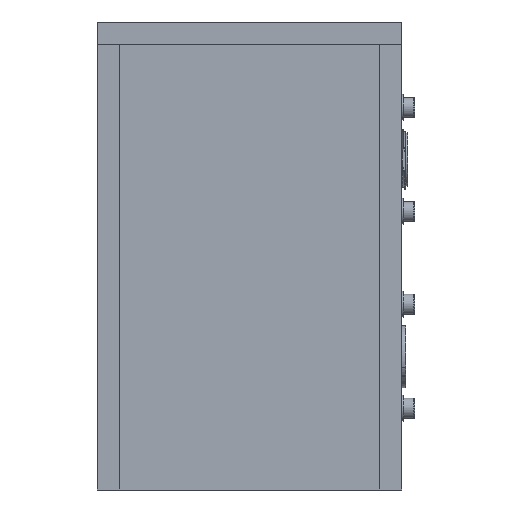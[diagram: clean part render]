
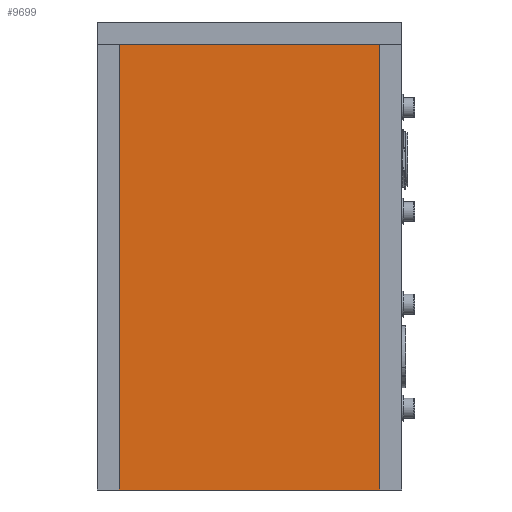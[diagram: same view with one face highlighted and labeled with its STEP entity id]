
A CAD part, left-side view. The second image highlights one B-rep face of the part: STEP entity #9699.
In plain terms, the highlighted planar face has unit normal (-1, 0, 0).
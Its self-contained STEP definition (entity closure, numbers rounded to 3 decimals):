
#1456=FACE_OUTER_BOUND('',#2017,.T.);
#2017=EDGE_LOOP('',(#6476,#6477,#6478,#6479));
#2685=LINE('',#14116,#3346);
#2689=LINE('',#14124,#3350);
#2692=LINE('',#14130,#3353);
#2695=LINE('',#14135,#3356);
#3346=VECTOR('',#11428,10.);
#3350=VECTOR('',#11434,10.);
#3353=VECTOR('',#11439,10.);
#3356=VECTOR('',#11444,10.);
#4007=VERTEX_POINT('',#14114);
#4008=VERTEX_POINT('',#14115);
#4011=VERTEX_POINT('',#14123);
#4013=VERTEX_POINT('',#14129);
#4980=EDGE_CURVE('',#4007,#4008,#2685,.T.);
#4984=EDGE_CURVE('',#4011,#4007,#2689,.T.);
#4987=EDGE_CURVE('',#4013,#4011,#2692,.T.);
#4990=EDGE_CURVE('',#4008,#4013,#2695,.T.);
#6476=ORIENTED_EDGE('',*,*,#4990,.F.);
#6477=ORIENTED_EDGE('',*,*,#4980,.F.);
#6478=ORIENTED_EDGE('',*,*,#4984,.F.);
#6479=ORIENTED_EDGE('',*,*,#4987,.F.);
#9413=PLANE('',#10415);
#9699=ADVANCED_FACE('',(#1456),#9413,.F.);
#10415=AXIS2_PLACEMENT_3D('',#14138,#11448,#11449);
#11428=DIRECTION('',(0.,1.,0.));
#11434=DIRECTION('',(0.,0.,-1.));
#11439=DIRECTION('',(0.,-1.,0.));
#11444=DIRECTION('',(0.,0.,1.));
#11448=DIRECTION('center_axis',(1.,0.,0.));
#11449=DIRECTION('ref_axis',(0.,1.,0.));
#14114=CARTESIAN_POINT('',(0.,-35.,-60.));
#14115=CARTESIAN_POINT('',(0.,35.,-60.));
#14116=CARTESIAN_POINT('',(0.,-35.,-60.));
#14123=CARTESIAN_POINT('',(0.,-35.,60.));
#14124=CARTESIAN_POINT('',(0.,-35.,60.));
#14129=CARTESIAN_POINT('',(0.,35.,60.));
#14130=CARTESIAN_POINT('',(0.,35.,60.));
#14135=CARTESIAN_POINT('',(0.,35.,-60.));
#14138=CARTESIAN_POINT('Origin',(0.,0.,0.));
